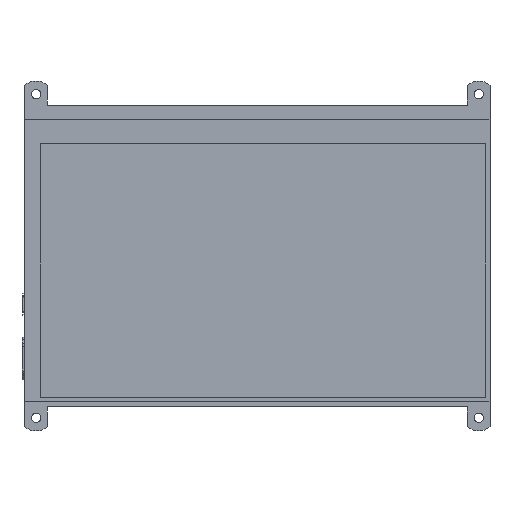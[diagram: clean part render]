
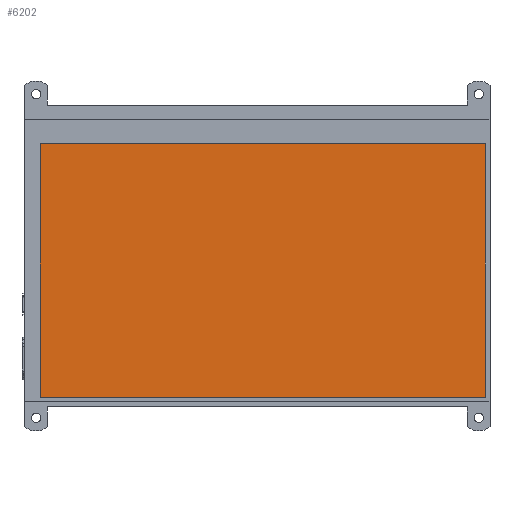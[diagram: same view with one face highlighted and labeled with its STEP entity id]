
A CAD part, front view. The second image highlights one B-rep face of the part: STEP entity #6202.
In plain terms, the highlighted planar face has unit normal (0, -1, 0).
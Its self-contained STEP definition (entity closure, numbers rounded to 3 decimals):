
#2202=DIRECTION('',(1.,0.,0.));
#2203=VECTOR('',#2202,158.);
#2204=CARTESIAN_POINT('',(-77.1,-3.3,-50.15));
#2205=LINE('',#2204,#2203);
#2206=DIRECTION('',(0.,0.,-1.));
#2207=VECTOR('',#2206,90.);
#2208=CARTESIAN_POINT('',(-77.1,-3.3,39.85));
#2209=LINE('',#2208,#2207);
#2210=DIRECTION('',(-1.,0.,0.));
#2211=VECTOR('',#2210,158.);
#2212=CARTESIAN_POINT('',(80.9,-3.3,39.85));
#2213=LINE('',#2212,#2211);
#2214=DIRECTION('',(0.,0.,1.));
#2215=VECTOR('',#2214,90.);
#2216=CARTESIAN_POINT('',(80.9,-3.3,-50.15));
#2217=LINE('',#2216,#2215);
#3253=CARTESIAN_POINT('',(-77.1,-3.3,-50.15));
#3254=CARTESIAN_POINT('',(80.9,-3.3,-50.15));
#3255=VERTEX_POINT('',#3253);
#3256=VERTEX_POINT('',#3254);
#3257=CARTESIAN_POINT('',(80.9,-3.3,39.85));
#3258=VERTEX_POINT('',#3257);
#3259=CARTESIAN_POINT('',(-77.1,-3.3,39.85));
#3260=VERTEX_POINT('',#3259);
#6191=CARTESIAN_POINT('',(0.,-3.3,0.));
#6192=DIRECTION('',(0.,-1.,0.));
#6193=DIRECTION('',(-1.,0.,0.));
#6194=AXIS2_PLACEMENT_3D('',#6191,#6192,#6193);
#6195=PLANE('',#6194);
#6196=ORIENTED_EDGE('',*,*,#6143,.F.);
#6197=ORIENTED_EDGE('',*,*,#6158,.F.);
#6198=ORIENTED_EDGE('',*,*,#6172,.F.);
#6199=ORIENTED_EDGE('',*,*,#6185,.F.);
#6200=EDGE_LOOP('',(#6196,#6197,#6198,#6199));
#6201=FACE_OUTER_BOUND('',#6200,.F.);
#6202=ADVANCED_FACE('',(#6201),#6195,.T.);
#6143=EDGE_CURVE('',#3255,#3256,#2205,.T.);
#6158=EDGE_CURVE('',#3260,#3255,#2209,.T.);
#6172=EDGE_CURVE('',#3258,#3260,#2213,.T.);
#6185=EDGE_CURVE('',#3256,#3258,#2217,.T.);
